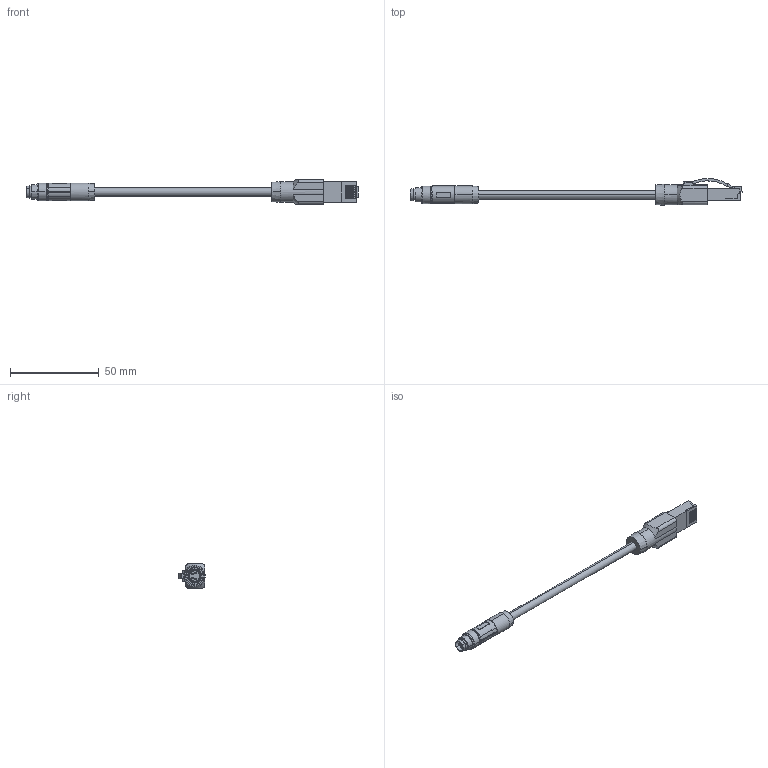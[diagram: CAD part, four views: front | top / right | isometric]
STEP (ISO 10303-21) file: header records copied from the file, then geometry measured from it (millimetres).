
FILE_DESCRIPTION(('SolidDesigner STEP Export'),'2;1');
FILE_NAME('1407354_NBC_M8MS__5.0_93B_R4AC-select.stp','2013-04-17T11:19:41',(''),(''),'Creo Elements/Direct Modeling STEP processor for AP214 (Solid Model)','Creo Elements/Direct Modeling 18.1 06-May-2012 (C) Parametric Technology GmbH','');
FILE_SCHEMA(('AUTOMOTIVE_DESIGN { 1 0 10303 214 1 1 1 1 }'));
Length unit declared in the file: millimetre
Products named in the file (1): 1407354_NBC_M8MS__5.0_93B_R4AC-select
Bounding box: 187.2 x 15.2 x 13.9 mm (x, y, z)
Volume: 9607.2 mm3; surface area: 5409.9 mm2
Topology: 1 solids, 1 shells, 199 faces, 545 edges, 363 vertices
Faces by surface type: plane 135, cylinder 52, cone 12
Entity records: 9073 total; most frequent: CARTESIAN_POINT 2580, ORIENTED_EDGE 1090, DIRECTION 909, EDGE_CURVE 545, VECTOR 369, LINE 369, VERTEX_POINT 363, AXIS2_PLACEMENT_3D 270
